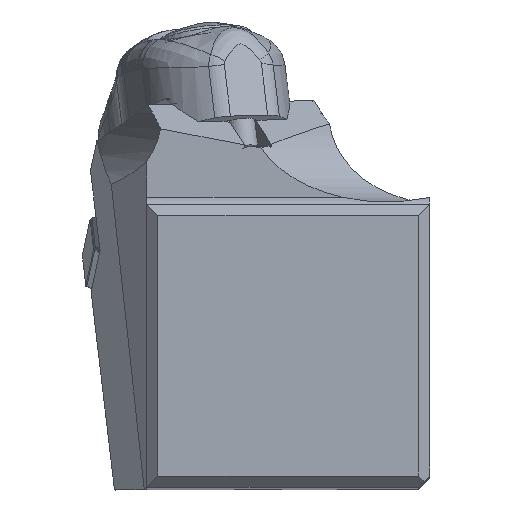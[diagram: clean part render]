
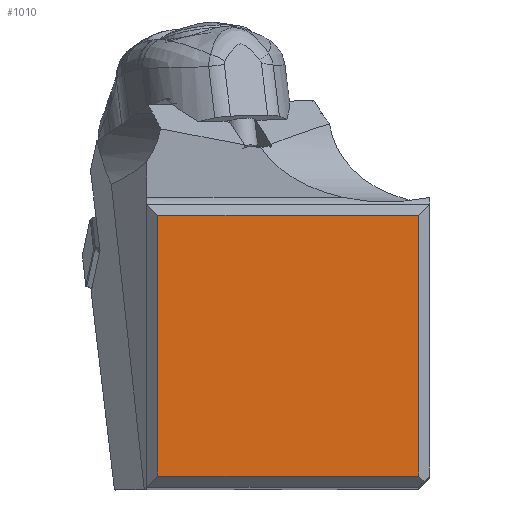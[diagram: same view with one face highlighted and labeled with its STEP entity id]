
A CAD part, top view. The second image highlights one B-rep face of the part: STEP entity #1010.
In plain terms, the highlighted planar face has unit normal (0, 0, 1).
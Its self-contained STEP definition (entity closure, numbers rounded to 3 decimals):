
#740=FACE_OUTER_BOUND('',#1420,.T.);
#1010=ADVANCED_FACE('',(#740),#1291,.T.);
#1291=PLANE('',#5070);
#1420=EDGE_LOOP('',(#1756,#1757,#1758,#1759));
#1756=ORIENTED_EDGE('',*,*,#3697,.F.);
#1757=ORIENTED_EDGE('',*,*,#3702,.T.);
#1758=ORIENTED_EDGE('',*,*,#3703,.T.);
#1759=ORIENTED_EDGE('',*,*,#3701,.F.);
#3216=VERTEX_POINT('',#6828);
#3217=VERTEX_POINT('',#6830);
#3218=VERTEX_POINT('',#6834);
#3220=VERTEX_POINT('',#6840);
#3697=EDGE_CURVE('',#3216,#3217,#4426,.T.);
#3701=EDGE_CURVE('',#3217,#3218,#4430,.T.);
#3702=EDGE_CURVE('',#3216,#3220,#4431,.T.);
#3703=EDGE_CURVE('',#3220,#3218,#4432,.T.);
#4426=LINE('',#6829,#4681);
#4430=LINE('',#6837,#4685);
#4431=LINE('',#6839,#4686);
#4432=LINE('',#6841,#4687);
#4681=VECTOR('',#5614,1.);
#4685=VECTOR('',#5620,1.);
#4686=VECTOR('',#5623,1.);
#4687=VECTOR('',#5624,1.);
#5070=AXIS2_PLACEMENT_3D('',#6842,#5625,#5626);
#5614=DIRECTION('',(-1.,0.,0.));
#5620=DIRECTION('',(0.,1.,0.));
#5623=DIRECTION('',(0.,1.,0.));
#5624=DIRECTION('',(-1.,0.,0.));
#5625=DIRECTION('',(0.,0.,1.));
#5626=DIRECTION('',(-1.,0.,0.));
#6828=CARTESIAN_POINT('',(-1.,1.,0.));
#6829=CARTESIAN_POINT('',(-1.,1.,0.));
#6830=CARTESIAN_POINT('',(-24.4,1.,0.));
#6834=CARTESIAN_POINT('',(-24.4,24.4,0.));
#6837=CARTESIAN_POINT('',(-24.4,1.,0.));
#6839=CARTESIAN_POINT('',(-1.,1.,0.));
#6840=CARTESIAN_POINT('',(-1.,24.4,0.));
#6841=CARTESIAN_POINT('',(-1.,24.4,0.));
#6842=CARTESIAN_POINT('',(-12.7,12.7,0.));
